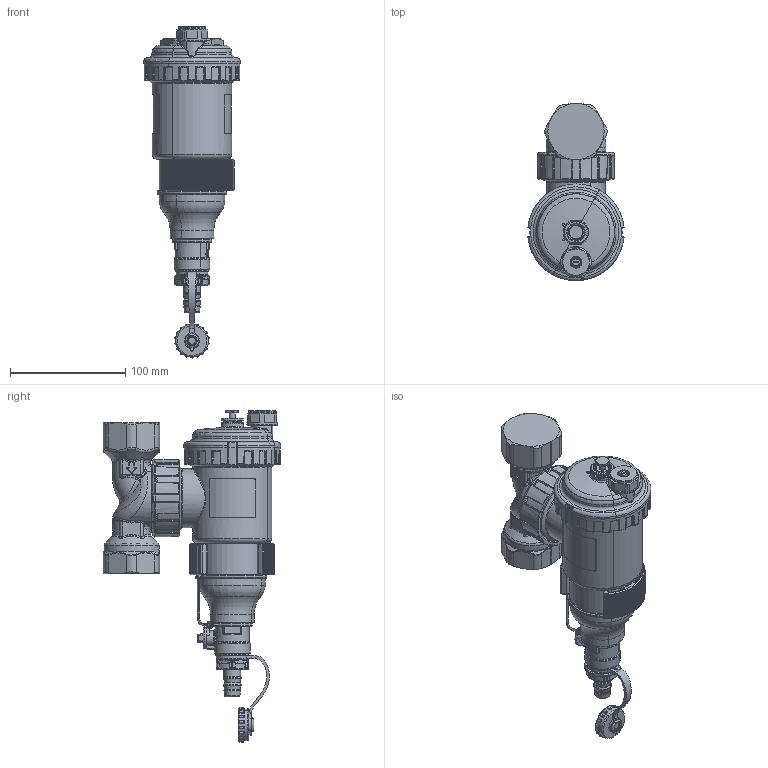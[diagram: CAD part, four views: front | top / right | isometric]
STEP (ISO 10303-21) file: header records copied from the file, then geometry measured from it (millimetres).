
FILE_DESCRIPTION(('CATIA V5 STEP Exchange','CAx-IF Rec.Pracs.--- Model Styling and Organization---1.5--- 2016-08-15','CAx-IF Rec.Pracs.---Supplemental Geometry---1.0---2011-11-01','CAx-IF Rec.Pracs.--- Composite Materials ---3.4---2017-06-13','CAx-IF Rec.Pracs.---Tessellated 3D Geometry---1.0---2015-12-17'),'2;1');
FILE_NAME('STEP_545707_-_TST.stp','2024-03-26T19:33:32+00:00',('none'),('none'),'CATIA Version 5-6 Release 2020 SP5','CATIA V5 STEP AP242 v2','none');
FILE_SCHEMA(('AP242_MANAGED_MODEL_BASED_3D_ENGINEERING_MIM_LF {1 0 10303 442 1 1 4}'));
Products named in the file (1): 545707 - TST
Bounding box: 83.57 x 153.98 x 288.38 mm (x, y, z)
Volume: 915483.5 mm3; surface area: 106958.4 mm2
Topology: 5 solids, 12 shells, 4050 faces, 9834 edges, 5678 vertices
Faces by surface type: bspline 1182, cylinder 1083, plane 733, torus 652, cone 282, sphere 106, revolution 12
Entity records: 181459 total; most frequent: CARTESIAN_POINT 104217, ORIENTED_EDGE 19354, EDGE_CURVE 9677, DIRECTION 9663, VERTEX_POINT 5678, AXIS2_PLACEMENT_3D 5552, B_SPLINE_CURVE_WITH_KNOTS 4160, EDGE_LOOP 4121
